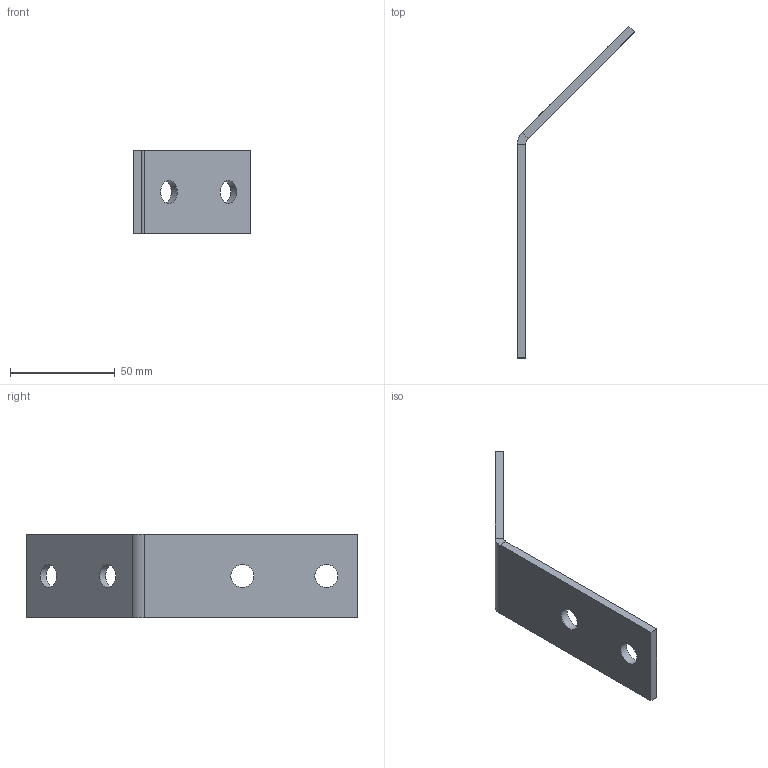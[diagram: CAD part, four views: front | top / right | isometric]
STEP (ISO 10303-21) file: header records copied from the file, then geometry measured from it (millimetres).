
FILE_DESCRIPTION((''),'2;1');
FILE_NAME('118781.stp','2010-07-13T14:06:37',('DMK009'),(''),'Autodesk Inventor 2010','Autodesk Inventor 2010','');
FILE_SCHEMA(('AUTOMOTIVE_DESIGN { 1 0 10303 214 1 1 1 1 }'));
Length unit declared in the file: millimetre
Products named in the file (1): Montagewinkel 45°, für Profil 41_41, verzinkt 118781
Bounding box: 55.86 x 158.03 x 40 mm (x, y, z)
Volume: 26973 mm3; surface area: 15784 mm2
Topology: 1 solids, 1 shells, 18 faces, 44 edges, 28 vertices
Faces by surface type: plane 12, bspline 4, cylinder 2
Entity records: 566 total; most frequent: CARTESIAN_POINT 147, DIRECTION 78, ORIENTED_EDGE 72, EDGE_CURVE 36, EDGE_LOOP 30, AXIS2_PLACEMENT_3D 27, VERTEX_POINT 24, VECTOR 24
